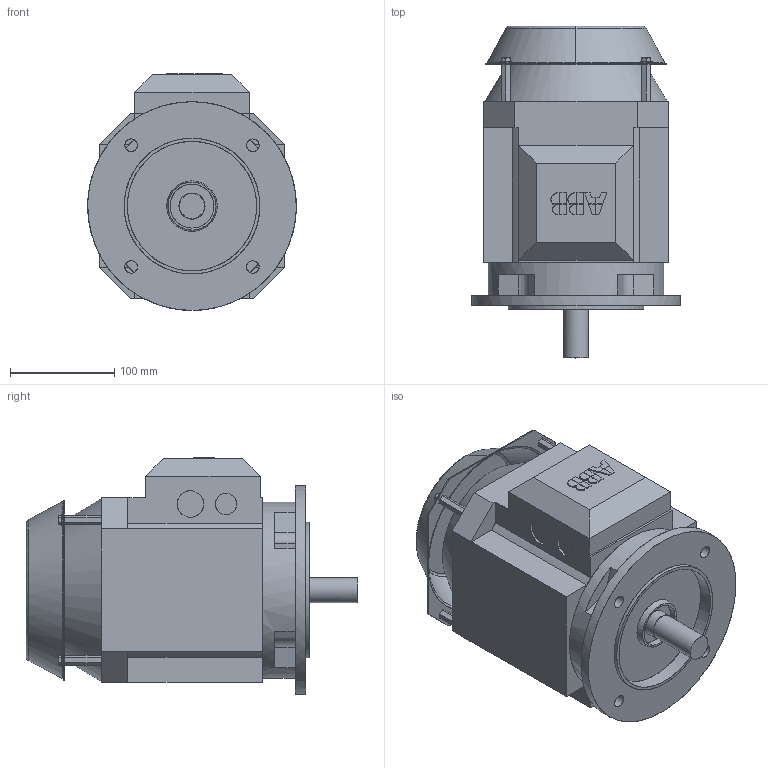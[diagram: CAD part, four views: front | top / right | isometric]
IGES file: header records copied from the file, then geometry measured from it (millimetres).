
Global section: file name: M3AA 90S B5 +005.prt.igs; native system: NX V8.0; preprocessor: SIEMENS PLM Software NX 8.0; date: 20150713.124654; units: millimetre
Bounding box: 200 x 318 x 227 mm (x, y, z)
Surface area: 330939.3 mm2 (no closed solid volume)
Topology: 0 solids, 0 shells, 388 faces, 2556 edges, 2550 vertices
Faces by surface type: bspline 388
